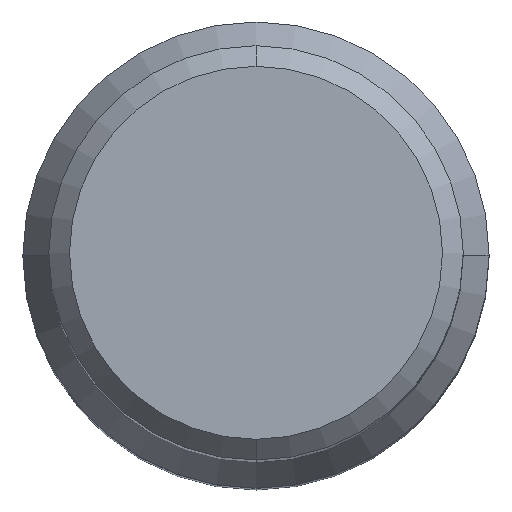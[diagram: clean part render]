
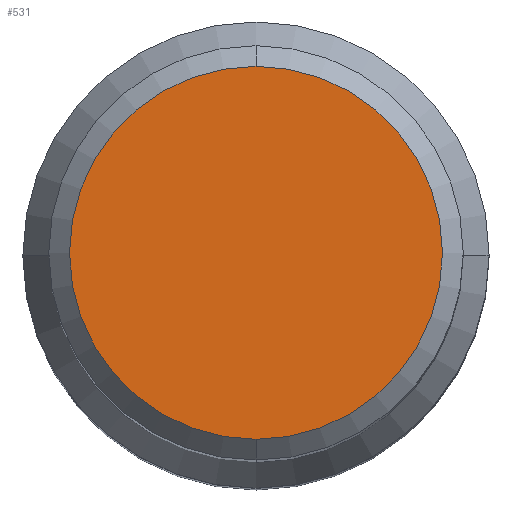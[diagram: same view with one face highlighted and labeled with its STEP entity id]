
A CAD part, top view. The second image highlights one B-rep face of the part: STEP entity #531.
In plain terms, the highlighted planar face has unit normal (0, 0, 1).
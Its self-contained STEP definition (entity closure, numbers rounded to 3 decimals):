
#297=EDGE_CURVE('',#405,#451,#670,.T.);
#317=EDGE_CURVE('',#451,#405,#692,.T.);
#405=VERTEX_POINT('',#788);
#451=VERTEX_POINT('',#840);
#531=ADVANCED_FACE('',(#928),#929,.T.);
#670=CIRCLE('',#1230,7.2);
#692=CIRCLE('',#1261,7.2);
#788=CARTESIAN_POINT('',(0.0,7.2,0.0));
#840=CARTESIAN_POINT('',(0.,-7.2,0.0));
#928=FACE_OUTER_BOUND('',#1696,.T.);
#929=PLANE('',#1697);
#1230=AXIS2_PLACEMENT_3D('',#1853,#1854,#1855);
#1261=AXIS2_PLACEMENT_3D('',#1889,#1890,#1891);
#1696=EDGE_LOOP('',(#2152,#2153));
#1697=AXIS2_PLACEMENT_3D('',#2154,#2155,#2156);
#1853=CARTESIAN_POINT('',(0.0,0.0,0.0));
#1854=DIRECTION('',(0.0,0.0,-1.0));
#1855=DIRECTION('',(0.0,1.0,0.0));
#1889=CARTESIAN_POINT('',(0.0,0.0,0.0));
#1890=DIRECTION('',(0.0,0.0,-1.0));
#1891=DIRECTION('',(0.0,1.0,0.0));
#2152=ORIENTED_EDGE('',*,*,#297,.F.);
#2153=ORIENTED_EDGE('',*,*,#317,.F.);
#2154=CARTESIAN_POINT('',(0.0,3.6,0.0));
#2155=DIRECTION('',(-0.0,0.0,1.0));
#2156=DIRECTION('',(0.0,-1.0,0.0));
